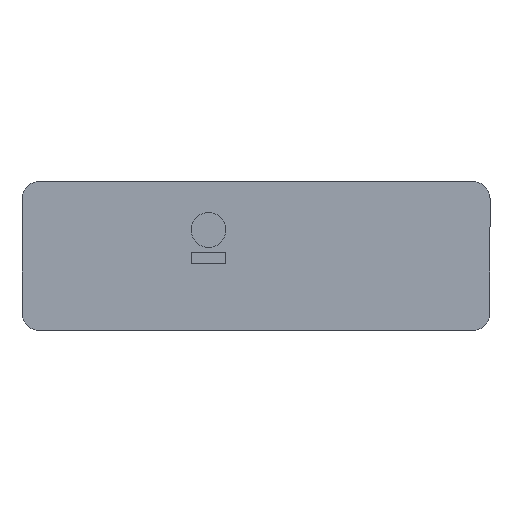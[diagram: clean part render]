
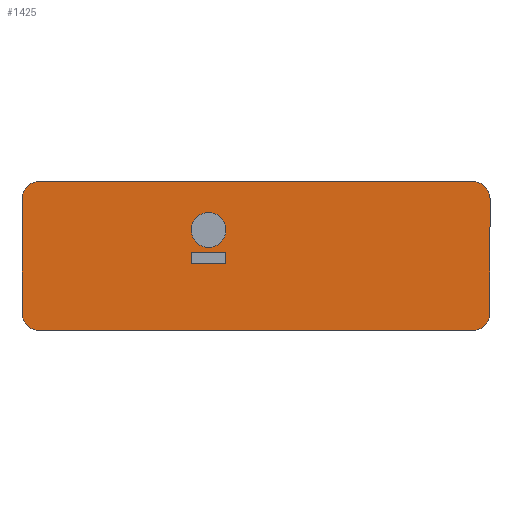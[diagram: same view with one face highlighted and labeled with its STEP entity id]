
A CAD part, top view. The second image highlights one B-rep face of the part: STEP entity #1425.
In plain terms, the highlighted planar face has unit normal (0, 0, 1).
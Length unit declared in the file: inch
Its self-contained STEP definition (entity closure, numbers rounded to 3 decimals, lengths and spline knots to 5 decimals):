
#111 = CARTESIAN_POINT ( 'NONE',  ( 5.685, 1.07, 0.49 ) ) ;
#124 = CARTESIAN_POINT ( 'NONE',  ( 5.685, 0.82, 0.49 ) ) ;
#136 = VECTOR ( 'NONE', #4509, 39.37008 ) ;
#141 = CARTESIAN_POINT ( 'NONE',  ( 1.64423, 0.05464, 0.49 ) ) ;
#155 = CARTESIAN_POINT ( 'NONE',  ( 1.64423, 0.05464, 0.49 ) ) ;
#233 = EDGE_CURVE ( 'NONE', #7030, #2814, #2263, .T. ) ;
#264 = VECTOR ( 'NONE', #4524, 39.37008 ) ;
#290 = CARTESIAN_POINT ( 'NONE',  ( -0.785, -1.07, 0.49 ) ) ;
#308 = EDGE_CURVE ( 'NONE', #2007, #5096, #7545, .T. ) ;
#361 = DIRECTION ( 'NONE',  ( 0., 0., 1. ) ) ;
#390 = DIRECTION ( 'NONE',  ( 0., 0., 1. ) ) ;
#437 = VERTEX_POINT ( 'NONE', #1183 ) ;
#446 = EDGE_CURVE ( 'NONE', #3567, #1407, #7206, .T. ) ;
#487 = EDGE_CURVE ( 'NONE', #1483, #7030, #6560, .T. ) ;
#502 = EDGE_LOOP ( 'NONE', ( #1127, #4642, #5712, #2922 ) ) ;
#534 = DIRECTION ( 'NONE',  ( 0., 0., 1. ) ) ;
#580 = ORIENTED_EDGE ( 'NONE', *, *, #2657, .T. ) ;
#633 = CARTESIAN_POINT ( 'NONE',  ( -0.535, -0.82, 0.49 ) ) ;
#690 = LINE ( 'NONE', #724, #6665 ) ;
#724 = CARTESIAN_POINT ( 'NONE',  ( 1.64423, 0.05464, 0.49 ) ) ;
#767 = EDGE_LOOP ( 'NONE', ( #7079, #1625 ) ) ;
#912 = DIRECTION ( 'NONE',  ( -1., 0., 0. ) ) ;
#1013 = LINE ( 'NONE', #6886, #264 ) ;
#1018 = CARTESIAN_POINT ( 'NONE',  ( 2.14423, 0.37385, 0.49 ) ) ;
#1127 = ORIENTED_EDGE ( 'NONE', *, *, #7385, .F. ) ;
#1183 = CARTESIAN_POINT ( 'NONE',  ( 5.685, -1.07, 0.49 ) ) ;
#1205 = DIRECTION ( 'NONE',  ( 1., 0., 0. ) ) ;
#1208 = ORIENTED_EDGE ( 'NONE', *, *, #487, .T. ) ;
#1371 = AXIS2_PLACEMENT_3D ( 'NONE', #1693, #534, #7440 ) ;
#1405 = LINE ( 'NONE', #290, #2393 ) ;
#1407 = VERTEX_POINT ( 'NONE', #6335 ) ;
#1425 = ADVANCED_FACE ( 'NONE', ( #2816, #2663, #5179 ), #7412, .T. ) ;
#1483 = VERTEX_POINT ( 'NONE', #4235 ) ;
#1523 = VERTEX_POINT ( 'NONE', #5259 ) ;
#1625 = ORIENTED_EDGE ( 'NONE', *, *, #308, .F. ) ;
#1652 = EDGE_LOOP ( 'NONE', ( #6090, #3668, #580, #1208, #4952, #2905, #5692, #4474 ) ) ;
#1693 = CARTESIAN_POINT ( 'NONE',  ( 1.89423, 0.37385, 0.49 ) ) ;
#1728 = VERTEX_POINT ( 'NONE', #3637 ) ;
#1763 = EDGE_CURVE ( 'NONE', #2814, #3731, #2431, .T. ) ;
#1831 = AXIS2_PLACEMENT_3D ( 'NONE', #633, #2392, #1205 ) ;
#1929 = CARTESIAN_POINT ( 'NONE',  ( -0.785, 0.82, 0.49 ) ) ;
#1963 = VECTOR ( 'NONE', #6142, 39.37008 ) ;
#2007 = VERTEX_POINT ( 'NONE', #1018 ) ;
#2019 = AXIS2_PLACEMENT_3D ( 'NONE', #5669, #390, #2741 ) ;
#2102 = CARTESIAN_POINT ( 'NONE',  ( -0.535, 0.82, 0.49 ) ) ;
#2113 = AXIS2_PLACEMENT_3D ( 'NONE', #4958, #361, #7429 ) ;
#2263 = LINE ( 'NONE', #7021, #136 ) ;
#2392 = DIRECTION ( 'NONE',  ( 0., 0., 1. ) ) ;
#2393 = VECTOR ( 'NONE', #5608, 39.37008 ) ;
#2431 = CIRCLE ( 'NONE', #1831, 0.25 ) ;
#2467 = AXIS2_PLACEMENT_3D ( 'NONE', #124, #2506, #5378 ) ;
#2506 = DIRECTION ( 'NONE',  ( 0., 0., 1. ) ) ;
#2600 = DIRECTION ( 'NONE',  ( 0., 0., 1. ) ) ;
#2647 = CARTESIAN_POINT ( 'NONE',  ( 5.935, -0.82, 0.49 ) ) ;
#2657 = EDGE_CURVE ( 'NONE', #3563, #1483, #6207, .T. ) ;
#2663 = FACE_BOUND ( 'NONE', #767, .T. ) ;
#2741 = DIRECTION ( 'NONE',  ( 1., 0., 0. ) ) ;
#2774 = CARTESIAN_POINT ( 'NONE',  ( 1.64423, -0.10568, 0.49 ) ) ;
#2814 = VERTEX_POINT ( 'NONE', #3382 ) ;
#2816 = FACE_OUTER_BOUND ( 'NONE', #1652, .T. ) ;
#2905 = ORIENTED_EDGE ( 'NONE', *, *, #1763, .T. ) ;
#2922 = ORIENTED_EDGE ( 'NONE', *, *, #6254, .F. ) ;
#2988 = EDGE_CURVE ( 'NONE', #1728, #3567, #690, .T. ) ;
#3382 = CARTESIAN_POINT ( 'NONE',  ( -0.785, -0.82, 0.49 ) ) ;
#3563 = VERTEX_POINT ( 'NONE', #111 ) ;
#3567 = VERTEX_POINT ( 'NONE', #155 ) ;
#3590 = AXIS2_PLACEMENT_3D ( 'NONE', #2102, #2600, #5536 ) ;
#3637 = CARTESIAN_POINT ( 'NONE',  ( 2.14423, 0.05464, 0.49 ) ) ;
#3668 = ORIENTED_EDGE ( 'NONE', *, *, #6037, .T. ) ;
#3731 = VERTEX_POINT ( 'NONE', #5659 ) ;
#3846 = CIRCLE ( 'NONE', #2467, 0.25 ) ;
#3931 = LINE ( 'NONE', #2774, #6170 ) ;
#4235 = CARTESIAN_POINT ( 'NONE',  ( -0.535, 1.07, 0.49 ) ) ;
#4287 = CARTESIAN_POINT ( 'NONE',  ( 5.685, -0.82, 0.49 ) ) ;
#4368 = VERTEX_POINT ( 'NONE', #7367 ) ;
#4474 = ORIENTED_EDGE ( 'NONE', *, *, #7119, .T. ) ;
#4509 = DIRECTION ( 'NONE',  ( 0., -1., 0. ) ) ;
#4524 = DIRECTION ( 'NONE',  ( 0., 1., 0. ) ) ;
#4642 = ORIENTED_EDGE ( 'NONE', *, *, #446, .F. ) ;
#4664 = EDGE_CURVE ( 'NONE', #3731, #437, #1405, .T. ) ;
#4685 = AXIS2_PLACEMENT_3D ( 'NONE', #4287, #6136, #6176 ) ;
#4706 = CIRCLE ( 'NONE', #2113, 0.25 ) ;
#4803 = DIRECTION ( 'NONE',  ( 0., -1., 0. ) ) ;
#4952 = ORIENTED_EDGE ( 'NONE', *, *, #233, .T. ) ;
#4958 = CARTESIAN_POINT ( 'NONE',  ( 1.89423, 0.37385, 0.49 ) ) ;
#5096 = VERTEX_POINT ( 'NONE', #5453 ) ;
#5134 = DIRECTION ( 'NONE',  ( 1., 0., 0. ) ) ;
#5179 = FACE_BOUND ( 'NONE', #502, .T. ) ;
#5259 = CARTESIAN_POINT ( 'NONE',  ( 2.14423, -0.10568, 0.49 ) ) ;
#5362 = VERTEX_POINT ( 'NONE', #2647 ) ;
#5378 = DIRECTION ( 'NONE',  ( 1., 0., 0. ) ) ;
#5453 = CARTESIAN_POINT ( 'NONE',  ( 1.64423, 0.37385, 0.49 ) ) ;
#5536 = DIRECTION ( 'NONE',  ( 1., 0., 0. ) ) ;
#5608 = DIRECTION ( 'NONE',  ( 1., 0., 0. ) ) ;
#5659 = CARTESIAN_POINT ( 'NONE',  ( -0.535, -1.07, 0.49 ) ) ;
#5669 = CARTESIAN_POINT ( 'NONE',  ( 0., 0., 0.49 ) ) ;
#5692 = ORIENTED_EDGE ( 'NONE', *, *, #4664, .T. ) ;
#5712 = ORIENTED_EDGE ( 'NONE', *, *, #2988, .F. ) ;
#5770 = EDGE_CURVE ( 'NONE', #5096, #2007, #4706, .T. ) ;
#5936 = VECTOR ( 'NONE', #4803, 39.37008 ) ;
#5940 = DIRECTION ( 'NONE',  ( -1., 0., 0. ) ) ;
#6037 = EDGE_CURVE ( 'NONE', #4368, #3563, #3846, .T. ) ;
#6090 = ORIENTED_EDGE ( 'NONE', *, *, #6724, .T. ) ;
#6136 = DIRECTION ( 'NONE',  ( 0., 0., 1. ) ) ;
#6142 = DIRECTION ( 'NONE',  ( 0., 1., 0. ) ) ;
#6170 = VECTOR ( 'NONE', #5134, 39.37008 ) ;
#6176 = DIRECTION ( 'NONE',  ( 1., 0., 0. ) ) ;
#6207 = LINE ( 'NONE', #6243, #7298 ) ;
#6243 = CARTESIAN_POINT ( 'NONE',  ( -0.785, 1.07, 0.49 ) ) ;
#6254 = EDGE_CURVE ( 'NONE', #1523, #1728, #1013, .T. ) ;
#6335 = CARTESIAN_POINT ( 'NONE',  ( 1.64423, -0.10568, 0.49 ) ) ;
#6422 = CIRCLE ( 'NONE', #4685, 0.25 ) ;
#6560 = CIRCLE ( 'NONE', #3590, 0.25 ) ;
#6665 = VECTOR ( 'NONE', #5940, 39.37008 ) ;
#6724 = EDGE_CURVE ( 'NONE', #5362, #4368, #6729, .T. ) ;
#6729 = LINE ( 'NONE', #6807, #1963 ) ;
#6807 = CARTESIAN_POINT ( 'NONE',  ( 5.935, 1.07, 0.49 ) ) ;
#6886 = CARTESIAN_POINT ( 'NONE',  ( 2.14423, 0.05464, 0.49 ) ) ;
#7021 = CARTESIAN_POINT ( 'NONE',  ( -0.785, 1.07, 0.49 ) ) ;
#7030 = VERTEX_POINT ( 'NONE', #1929 ) ;
#7079 = ORIENTED_EDGE ( 'NONE', *, *, #5770, .F. ) ;
#7119 = EDGE_CURVE ( 'NONE', #437, #5362, #6422, .T. ) ;
#7206 = LINE ( 'NONE', #141, #5936 ) ;
#7298 = VECTOR ( 'NONE', #912, 39.37008 ) ;
#7367 = CARTESIAN_POINT ( 'NONE',  ( 5.935, 0.82, 0.49 ) ) ;
#7385 = EDGE_CURVE ( 'NONE', #1407, #1523, #3931, .T. ) ;
#7412 = PLANE ( 'NONE',  #2019 ) ;
#7429 = DIRECTION ( 'NONE',  ( 1., 0., 0. ) ) ;
#7440 = DIRECTION ( 'NONE',  ( 1., 0., 0. ) ) ;
#7545 = CIRCLE ( 'NONE', #1371, 0.25 ) ;
